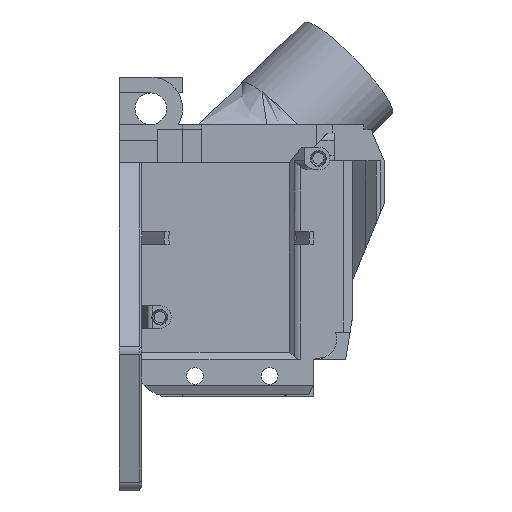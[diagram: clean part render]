
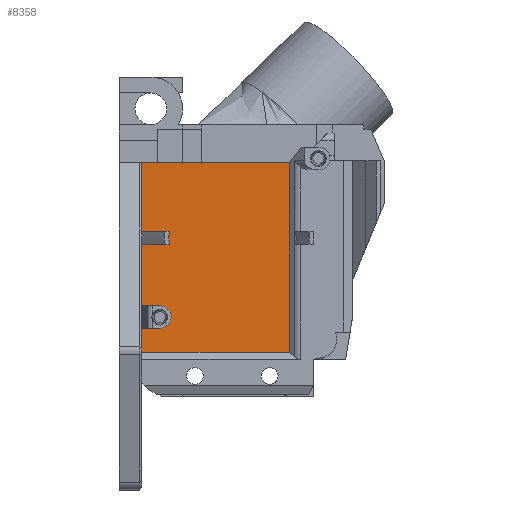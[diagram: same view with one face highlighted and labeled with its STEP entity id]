
A CAD part, left-side view. The second image highlights one B-rep face of the part: STEP entity #8358.
In plain terms, the highlighted planar face has unit normal (-1, 0, 0).
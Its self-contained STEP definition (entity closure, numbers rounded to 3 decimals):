
#146=FACE_BOUND('',#1277,.T.);
#382=PLANE('',#9063);
#808=FACE_OUTER_BOUND('',#1276,.T.);
#1276=EDGE_LOOP('',(#7469,#7470,#7471,#7472,#7473,#7474,#7475,#7476,#7477,
#7478));
#1277=EDGE_LOOP('',(#7479,#7480,#7481,#7482));
#1559=CIRCLE('',#8906,2.5);
#1560=CIRCLE('',#8909,15.5);
#1561=CIRCLE('',#8912,21.5);
#1562=CIRCLE('',#8913,21.5);
#1767=LINE('',#11684,#2592);
#1768=LINE('',#11688,#2593);
#2255=LINE('',#16006,#3080);
#2257=LINE('',#16010,#3082);
#2259=LINE('',#16014,#3084);
#2261=LINE('',#16021,#3086);
#2264=LINE('',#16032,#3089);
#2265=LINE('',#16041,#3090);
#2439=LINE('',#16476,#3264);
#2440=LINE('',#16478,#3265);
#2592=VECTOR('',#9209,10.);
#2593=VECTOR('',#9212,10.);
#3080=VECTOR('',#10609,10.);
#3082=VECTOR('',#10613,10.);
#3084=VECTOR('',#10617,10.);
#3086=VECTOR('',#10625,10.);
#3089=VECTOR('',#10634,10.);
#3090=VECTOR('',#10643,10.);
#3264=VECTOR('',#11113,10.);
#3265=VECTOR('',#11116,10.);
#3430=VERTEX_POINT('',#11681);
#3431=VERTEX_POINT('',#11683);
#3432=VERTEX_POINT('',#11685);
#3433=VERTEX_POINT('',#11687);
#3982=VERTEX_POINT('',#16003);
#3983=VERTEX_POINT('',#16005);
#3984=VERTEX_POINT('',#16009);
#3985=VERTEX_POINT('',#16013);
#3986=VERTEX_POINT('',#16019);
#3987=VERTEX_POINT('',#16020);
#3988=VERTEX_POINT('',#16027);
#3989=VERTEX_POINT('',#16031);
#3990=VERTEX_POINT('',#16040);
#4097=VERTEX_POINT('',#16474);
#4232=EDGE_CURVE('',#3430,#3431,#1767,.T.);
#4234=EDGE_CURVE('',#3432,#3433,#1768,.T.);
#5034=EDGE_CURVE('',#3983,#3982,#2255,.T.);
#5036=EDGE_CURVE('',#3984,#3983,#2257,.T.);
#5038=EDGE_CURVE('',#3984,#3985,#2259,.T.);
#5040=EDGE_CURVE('',#3982,#3985,#1559,.T.);
#5041=EDGE_CURVE('',#3986,#3987,#2261,.T.);
#5044=EDGE_CURVE('',#3988,#3986,#1560,.T.);
#5046=EDGE_CURVE('',#3989,#3988,#2264,.T.);
#5048=EDGE_CURVE('',#3432,#3989,#1561,.T.);
#5049=EDGE_CURVE('',#3987,#3431,#1562,.T.);
#5050=EDGE_CURVE('',#3990,#3430,#2265,.T.);
#5272=EDGE_CURVE('',#3990,#4097,#2439,.T.);
#5273=EDGE_CURVE('',#3433,#4097,#2440,.T.);
#7469=ORIENTED_EDGE('',*,*,#5273,.F.);
#7470=ORIENTED_EDGE('',*,*,#4234,.F.);
#7471=ORIENTED_EDGE('',*,*,#5048,.T.);
#7472=ORIENTED_EDGE('',*,*,#5046,.T.);
#7473=ORIENTED_EDGE('',*,*,#5044,.T.);
#7474=ORIENTED_EDGE('',*,*,#5041,.T.);
#7475=ORIENTED_EDGE('',*,*,#5049,.T.);
#7476=ORIENTED_EDGE('',*,*,#4232,.F.);
#7477=ORIENTED_EDGE('',*,*,#5050,.F.);
#7478=ORIENTED_EDGE('',*,*,#5272,.T.);
#7479=ORIENTED_EDGE('',*,*,#5040,.T.);
#7480=ORIENTED_EDGE('',*,*,#5038,.F.);
#7481=ORIENTED_EDGE('',*,*,#5036,.T.);
#7482=ORIENTED_EDGE('',*,*,#5034,.T.);
#8358=ADVANCED_FACE('',(#808,#146),#382,.T.);
#8906=AXIS2_PLACEMENT_3D('',#16017,#10621,#10622);
#8909=AXIS2_PLACEMENT_3D('',#16028,#10629,#10630);
#8912=AXIS2_PLACEMENT_3D('',#16037,#10637,#10638);
#8913=AXIS2_PLACEMENT_3D('',#16038,#10639,#10640);
#9063=AXIS2_PLACEMENT_3D('',#16477,#11114,#11115);
#9209=DIRECTION('',(0.,0.,1.));
#9212=DIRECTION('',(0.,0.,1.));
#10609=DIRECTION('',(0.,-1.,0.));
#10613=DIRECTION('',(0.,0.,1.));
#10617=DIRECTION('',(0.,-1.,0.));
#10621=DIRECTION('center_axis',(1.,0.,0.));
#10622=DIRECTION('ref_axis',(0.,-1.,0.));
#10625=DIRECTION('',(0.,1.,0.));
#10629=DIRECTION('center_axis',(-1.,0.,0.));
#10630=DIRECTION('ref_axis',(0.,-1.,0.));
#10634=DIRECTION('',(0.,-1.,0.));
#10637=DIRECTION('center_axis',(1.,0.,0.));
#10638=DIRECTION('ref_axis',(0.,1.,0.));
#10639=DIRECTION('center_axis',(1.,0.,0.));
#10640=DIRECTION('ref_axis',(0.,1.,0.));
#10643=DIRECTION('',(0.,1.,0.));
#11113=DIRECTION('',(0.,0.,1.));
#11114=DIRECTION('center_axis',(-1.,0.,0.));
#11115=DIRECTION('ref_axis',(0.,-1.,0.));
#11116=DIRECTION('',(0.,-1.,0.));
#11681=CARTESIAN_POINT('',(-22.,20.,9.414));
#11683=CARTESIAN_POINT('',(-22.,20.,34.702));
#11684=CARTESIAN_POINT('',(-22.,20.,37.309));
#11685=CARTESIAN_POINT('',(-22.,20.,34.704));
#11687=CARTESIAN_POINT('',(-22.,20.,51.303));
#11688=CARTESIAN_POINT('',(-22.,20.,37.309));
#16003=CARTESIAN_POINT('',(-22.,15.751,19.691));
#16005=CARTESIAN_POINT('',(-22.,19.9,19.691));
#16006=CARTESIAN_POINT('',(-22.,-1.968,19.691));
#16009=CARTESIAN_POINT('',(-22.,19.9,14.703));
#16010=CARTESIAN_POINT('',(-22.,19.9,35.156));
#16013=CARTESIAN_POINT('',(-22.,16.,14.703));
#16014=CARTESIAN_POINT('',(-22.,3.5,14.703));
#16017=CARTESIAN_POINT('Origin',(-22.,16.,17.203));
#16019=CARTESIAN_POINT('',(-22.,13.927,33.203));
#16020=CARTESIAN_POINT('',(-22.,19.948,33.203));
#16021=CARTESIAN_POINT('',(-22.,1.214,33.203));
#16027=CARTESIAN_POINT('',(-22.,13.927,36.203));
#16028=CARTESIAN_POINT('Origin',(-22.,-1.5,34.703));
#16031=CARTESIAN_POINT('',(-22.,19.948,36.203));
#16032=CARTESIAN_POINT('',(-22.,1.716,36.203));
#16037=CARTESIAN_POINT('Origin',(-22.,-1.5,34.703));
#16038=CARTESIAN_POINT('Origin',(-22.,-1.5,34.703));
#16040=CARTESIAN_POINT('',(-22.,-12.603,9.414));
#16041=CARTESIAN_POINT('',(-22.,-11.216,9.414));
#16474=CARTESIAN_POINT('',(-22.,-12.603,51.303));
#16476=CARTESIAN_POINT('',(-22.,-12.603,25.572));
#16477=CARTESIAN_POINT('Origin',(-22.,-11.5,31.109));
#16478=CARTESIAN_POINT('',(-22.,4.25,51.303));
